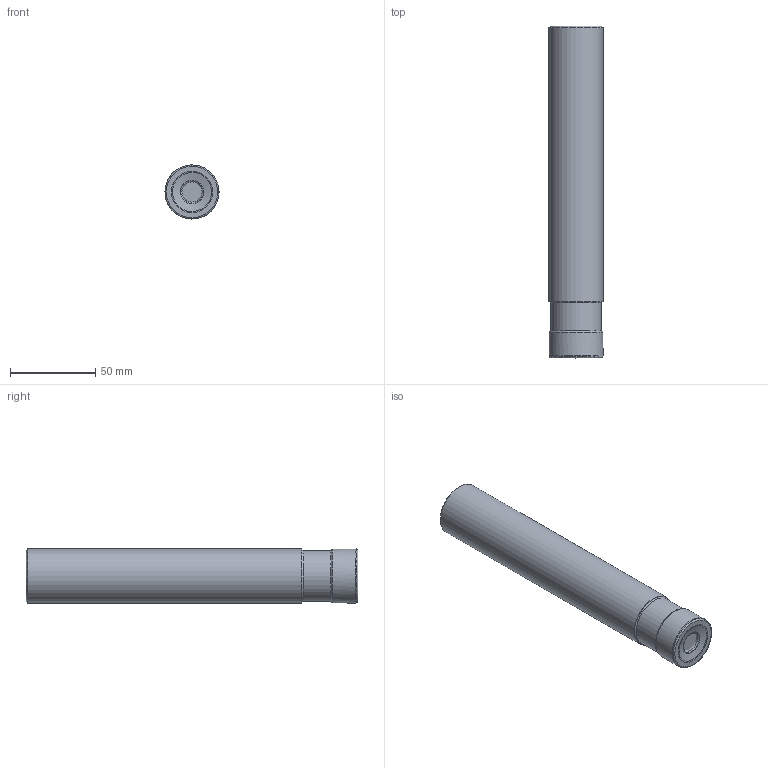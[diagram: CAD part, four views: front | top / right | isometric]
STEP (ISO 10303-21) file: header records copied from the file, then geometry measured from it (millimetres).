
FILE_DESCRIPTION(/* description */ (''),/* implementation_level */ '2;1');
FILE_NAME(/* name */ '202741048ndi000_00.stp',/* time_stamp */ '2019-12-05T12:25:30+01:00',/* author */ (''),/* organization */ (''),/* preprocessor_version */ 'ST-DEVELOPER v16.7',/* originating_system */ 'SIEMENS PLM Software NX 12.0',/* authorisation */ '');
FILE_SCHEMA (('AUTOMOTIVE_DESIGN { 1 0 10303 214 3 1 1 1 }'));
Length unit declared in the file: millimetre
Products named in the file (1): mp543940CC0119c9
Bounding box: 31.75 x 194.98 x 31.76 mm (x, y, z)
Volume: 148844.3 mm3; surface area: 28754.3 mm2
Topology: 2 solids, 2 shells, 33 faces, 71 edges, 42 vertices
Faces by surface type: revolution 15, cone 7, plane 4, torus 4, cylinder 3
Full cylindrical faces by diameter (mm): 10 x1, 29.86 x1, 31.75 x1
Entity records: 957 total; most frequent: CARTESIAN_POINT 360, DIRECTION 111, FACE_BOUND 64, EDGE_LOOP 64, ORIENTED_EDGE 64, AXIS2_PLACEMENT_3D 48, ADVANCED_FACE 33, VERTEX_POINT 33
